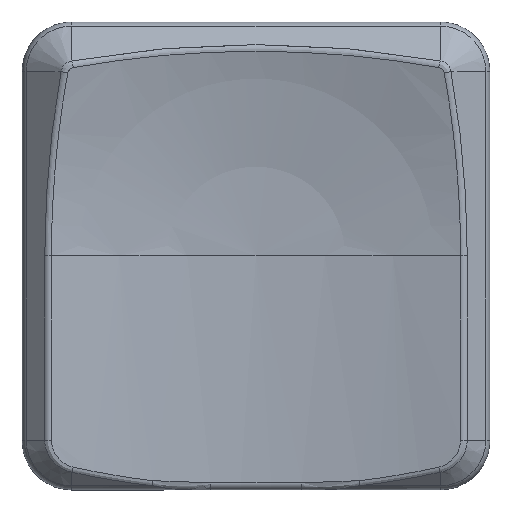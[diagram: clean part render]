
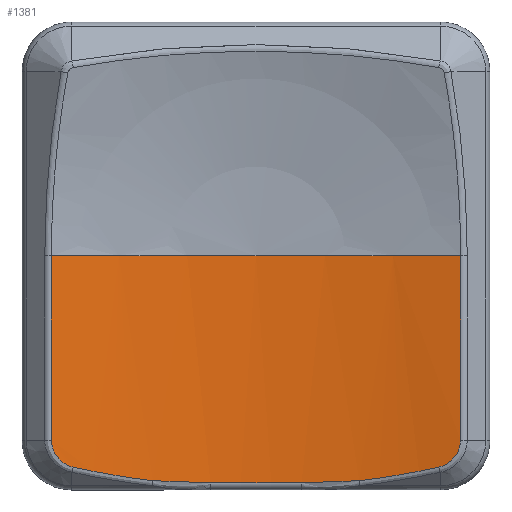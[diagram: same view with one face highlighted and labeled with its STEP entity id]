
A CAD part, top view. The second image highlights one B-rep face of the part: STEP entity #1381.
In plain terms, the highlighted cylindrical face has radius 30.47 mm (diameter 60.939 mm), a partial arc.
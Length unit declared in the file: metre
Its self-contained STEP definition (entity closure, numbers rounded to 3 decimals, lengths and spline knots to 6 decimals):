
#31=ELLIPSE('',#1498,0.043268,0.03047);
#32=ELLIPSE('',#1500,0.043268,0.03047);
#88=CIRCLE('',#1428,0.03047);
#105=CIRCLE('',#1499,0.03047);
#134=B_SPLINE_CURVE_WITH_KNOTS('',3,(#2284,#2285,#2286,#2287),
 .UNSPECIFIED.,.F.,.F.,(4,4),(0.,0.001346),
 .UNSPECIFIED.);
#135=B_SPLINE_CURVE_WITH_KNOTS('',3,(#2293,#2294,#2295,#2296),
 .UNSPECIFIED.,.F.,.F.,(4,4),(0.,0.00133),
 .UNSPECIFIED.);
#136=B_SPLINE_CURVE_WITH_KNOTS('',3,(#2300,#2301,#2302,#2303),
 .UNSPECIFIED.,.F.,.F.,(4,4),(0.,0.002039),
 .UNSPECIFIED.);
#137=B_SPLINE_CURVE_WITH_KNOTS('',3,(#2307,#2308,#2309,#2310),
 .UNSPECIFIED.,.F.,.F.,(4,4),(0.005263,0.007303),
 .UNSPECIFIED.);
#443=ORIENTED_EDGE('',*,*,#711,.T.);
#444=ORIENTED_EDGE('',*,*,#712,.T.);
#445=ORIENTED_EDGE('',*,*,#558,.F.);
#446=ORIENTED_EDGE('',*,*,#713,.T.);
#447=ORIENTED_EDGE('',*,*,#714,.T.);
#448=ORIENTED_EDGE('',*,*,#715,.T.);
#449=ORIENTED_EDGE('',*,*,#716,.T.);
#450=ORIENTED_EDGE('',*,*,#717,.T.);
#451=ORIENTED_EDGE('',*,*,#718,.T.);
#452=ORIENTED_EDGE('',*,*,#719,.T.);
#558=EDGE_CURVE('',#756,#757,#88,.T.);
#711=EDGE_CURVE('',#858,#859,#134,.T.);
#712=EDGE_CURVE('',#859,#757,#1006,.T.);
#713=EDGE_CURVE('',#756,#860,#1007,.F.);
#714=EDGE_CURVE('',#860,#861,#135,.T.);
#715=EDGE_CURVE('',#861,#862,#31,.F.);
#716=EDGE_CURVE('',#862,#863,#136,.T.);
#717=EDGE_CURVE('',#863,#864,#105,.T.);
#718=EDGE_CURVE('',#864,#865,#137,.T.);
#719=EDGE_CURVE('',#865,#858,#32,.F.);
#756=VERTEX_POINT('',#1966);
#757=VERTEX_POINT('',#1967);
#858=VERTEX_POINT('',#2288);
#859=VERTEX_POINT('',#2289);
#860=VERTEX_POINT('',#2292);
#861=VERTEX_POINT('',#2297);
#862=VERTEX_POINT('',#2299);
#863=VERTEX_POINT('',#2304);
#864=VERTEX_POINT('',#2306);
#865=VERTEX_POINT('',#2311);
#1006=LINE('',#2290,#1148);
#1007=LINE('',#2291,#1149);
#1148=VECTOR('',#1840,1.);
#1149=VECTOR('',#1841,1.);
#1208=EDGE_LOOP('',(#443,#444,#445,#446,#447,#448,#449,#450,#451,#452));
#1289=FACE_BOUND('',#1208,.T.);
#1317=CYLINDRICAL_SURFACE('',#1497,0.03047);
#1381=ADVANCED_FACE('',(#1289),#1317,.F.);
#1428=AXIS2_PLACEMENT_3D('',#1965,#1569,#1570);
#1497=AXIS2_PLACEMENT_3D('',#2283,#1838,#1839);
#1498=AXIS2_PLACEMENT_3D('',#2298,#1842,#1843);
#1499=AXIS2_PLACEMENT_3D('',#2305,#1844,#1845);
#1500=AXIS2_PLACEMENT_3D('',#2312,#1846,#1847);
#1569=DIRECTION('',(0.,-1.,0.));
#1570=DIRECTION('',(1.,0.,0.));
#1838=DIRECTION('',(0.,1.,0.));
#1839=DIRECTION('',(-1.,0.,0.));
#1840=DIRECTION('',(0.,1.,0.));
#1841=DIRECTION('',(0.,1.,0.));
#1842=DIRECTION('',(0.,0.704,-0.71));
#1843=DIRECTION('',(0.,0.71,0.704));
#1844=DIRECTION('',(0.,-1.,0.));
#1845=DIRECTION('',(1.,0.,0.));
#1846=DIRECTION('',(0.,0.704,-0.71));
#1847=DIRECTION('',(0.,0.71,0.704));
#1965=CARTESIAN_POINT('',(0.004756,0.006267,0.045138));
#1966=CARTESIAN_POINT('',(-0.002458,0.006267,0.015535));
#1967=CARTESIAN_POINT('',(0.01197,0.006267,0.015535));
#2283=CARTESIAN_POINT('',(0.004756,-0.018733,0.045138));
#2284=CARTESIAN_POINT('',(0.011203,-0.001184,0.015359));
#2285=CARTESIAN_POINT('',(0.011632,-0.00109,0.015452));
#2286=CARTESIAN_POINT('',(0.01197,-0.000682,0.015535));
#2287=CARTESIAN_POINT('',(0.01197,-0.000233,0.015535));
#2288=CARTESIAN_POINT('',(0.011203,-0.001184,0.015359));
#2289=CARTESIAN_POINT('',(0.01197,-0.000233,0.015535));
#2290=CARTESIAN_POINT('',(0.01197,-0.018733,0.015535));
#2291=CARTESIAN_POINT('',(-0.002458,-0.018733,0.015535));
#2292=CARTESIAN_POINT('',(-0.002458,-0.000233,0.015535));
#2293=CARTESIAN_POINT('',(-0.002458,-0.000233,0.015535));
#2294=CARTESIAN_POINT('',(-0.002458,-0.000683,0.015535));
#2295=CARTESIAN_POINT('',(-0.00212,-0.00109,0.015452));
#2296=CARTESIAN_POINT('',(-0.001691,-0.001184,0.015359));
#2297=CARTESIAN_POINT('',(-0.001691,-0.001184,0.015359));
#2298=CARTESIAN_POINT('',(0.004756,0.02884,0.045138));
#2299=CARTESIAN_POINT('',(0.001119,-0.00166,0.014887));
#2300=CARTESIAN_POINT('',(0.001119,-0.00166,0.014887));
#2301=CARTESIAN_POINT('',(0.001789,-0.001741,0.014806));
#2302=CARTESIAN_POINT('',(0.002468,-0.001733,0.014747));
#2303=CARTESIAN_POINT('',(0.003147,-0.001733,0.014711));
#2304=CARTESIAN_POINT('',(0.003147,-0.001733,0.014711));
#2305=CARTESIAN_POINT('',(0.004756,-0.001733,0.045138));
#2306=CARTESIAN_POINT('',(0.006366,-0.001733,0.014711));
#2307=CARTESIAN_POINT('',(0.006366,-0.001733,0.014711));
#2308=CARTESIAN_POINT('',(0.007044,-0.001733,0.014747));
#2309=CARTESIAN_POINT('',(0.00772,-0.001742,0.014806));
#2310=CARTESIAN_POINT('',(0.008394,-0.00166,0.014887));
#2311=CARTESIAN_POINT('',(0.008394,-0.00166,0.014887));
#2312=CARTESIAN_POINT('',(0.004756,0.02884,0.045138));
